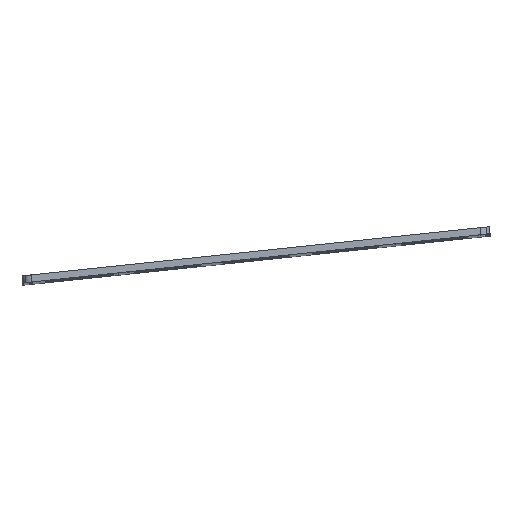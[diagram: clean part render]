
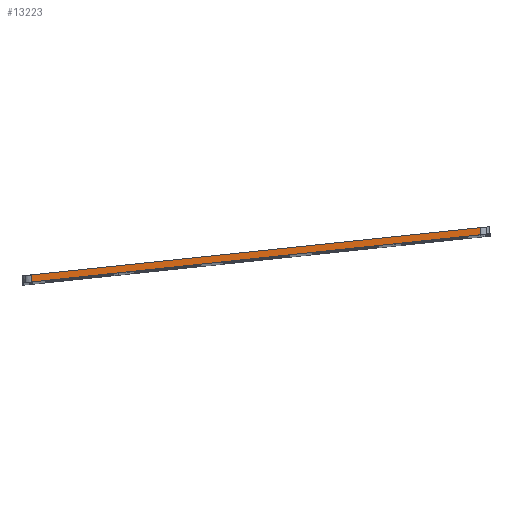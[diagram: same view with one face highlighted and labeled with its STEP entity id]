
A CAD part, top view. The second image highlights one B-rep face of the part: STEP entity #13223.
In plain terms, the highlighted planar face has unit normal (0, 0, 1).
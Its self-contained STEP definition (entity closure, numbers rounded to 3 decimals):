
#1087=FACE_OUTER_BOUND('',#1883,.T.);
#1883=EDGE_LOOP('',(#12103,#12104,#12105,#12106));
#2607=LINE('',#18559,#3893);
#2927=LINE('',#19860,#4213);
#3832=LINE('',#22297,#5118);
#3833=LINE('',#22299,#5119);
#3893=VECTOR('',#14641,96.002);
#4213=VECTOR('',#15623,96.002);
#5118=VECTOR('',#18352,1.5);
#5119=VECTOR('',#18355,1.5);
#5193=VERTEX_POINT('',#18556);
#5194=VERTEX_POINT('',#18558);
#5843=VERTEX_POINT('',#19857);
#5844=VERTEX_POINT('',#19859);
#6493=EDGE_CURVE('',#5194,#5193,#2607,.T.);
#7143=EDGE_CURVE('',#5844,#5843,#2927,.T.);
#8364=EDGE_CURVE('',#5843,#5194,#3832,.T.);
#8365=EDGE_CURVE('',#5193,#5844,#3833,.T.);
#12103=ORIENTED_EDGE('',*,*,#8364,.T.);
#12104=ORIENTED_EDGE('',*,*,#6493,.T.);
#12105=ORIENTED_EDGE('',*,*,#8365,.T.);
#12106=ORIENTED_EDGE('',*,*,#7143,.T.);
#12602=PLANE('',#14545);
#13223=ADVANCED_FACE('',(#1087),#12602,.T.);
#14545=AXIS2_PLACEMENT_3D('',#22298,#18353,#18354);
#14641=DIRECTION('',(0.995,0.105,0.));
#15623=DIRECTION('',(-0.995,-0.105,0.));
#18352=DIRECTION('',(0.104,-0.995,0.));
#18353=DIRECTION('center_axis',(0.,0.,1.));
#18354=DIRECTION('ref_axis',(1.,0.,0.));
#18355=DIRECTION('',(-0.105,0.995,0.));
#18556=CARTESIAN_POINT('',(101.435,19.114,291.6));
#18558=CARTESIAN_POINT('',(5.958,9.079,291.6));
#18559=CARTESIAN_POINT('',(5.958,9.079,291.6));
#19857=CARTESIAN_POINT('',(5.802,10.571,291.6));
#19859=CARTESIAN_POINT('',(101.278,20.606,291.6));
#19860=CARTESIAN_POINT('',(101.278,20.606,291.6));
#22297=CARTESIAN_POINT('',(5.802,10.571,291.6));
#22298=CARTESIAN_POINT('Origin',(53.618,14.843,291.6));
#22299=CARTESIAN_POINT('',(101.435,19.114,291.6));
